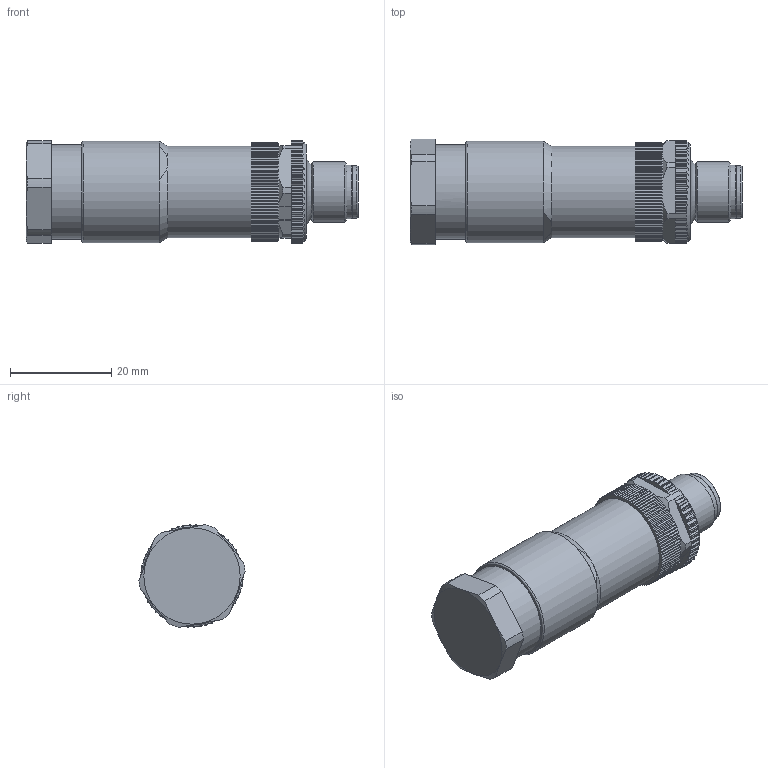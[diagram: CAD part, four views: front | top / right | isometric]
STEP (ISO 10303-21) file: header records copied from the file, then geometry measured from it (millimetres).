
FILE_DESCRIPTION(/* description */ (''),/* implementation_level */ '2;1');
FILE_NAME(/* name */ '99_0689_19_04_001_00.stp',/* time_stamp */ '2013-06-28T13:00:25+02:00',/* author */ (''),/* organization */ (''),/* preprocessor_version */ 'ST-DEVELOPER v14',/* originating_system */ 'SIEMENS PLM Software NX 8.0',/* authorisation */ '');
FILE_SCHEMA (('AUTOMOTIVE_DESIGN { 1 0 10303 214 3 1 1 1 }'));
Length unit declared in the file: millimetre
Products named in the file (1): kbor14A4D8673hwj
Bounding box: 65.5 x 20.91 x 20.26 mm (x, y, z)
Volume: 16570.3 mm3; surface area: 5167.2 mm2
Topology: 1 solids, 1 shells, 699 faces, 1950 edges, 1266 vertices
Faces by surface type: plane 366, cylinder 273, torus 31, cone 19, sphere 10
Full cylindrical faces by diameter (mm): 1.5 x4, 2.17 x4, 8.35 x1, 9.4 x1, 10.3 x1, 10.6 x1, 12 x1, 18 x1, 18.6 x1, 20 x1
Entity records: 22738 total; most frequent: CARTESIAN_POINT 5438, ORIENTED_EDGE 3790, DIRECTION 3368, EDGE_CURVE 1895, VERTEX_POINT 1249, AXIS2_PLACEMENT_3D 1199, LINE 970, VECTOR 970
